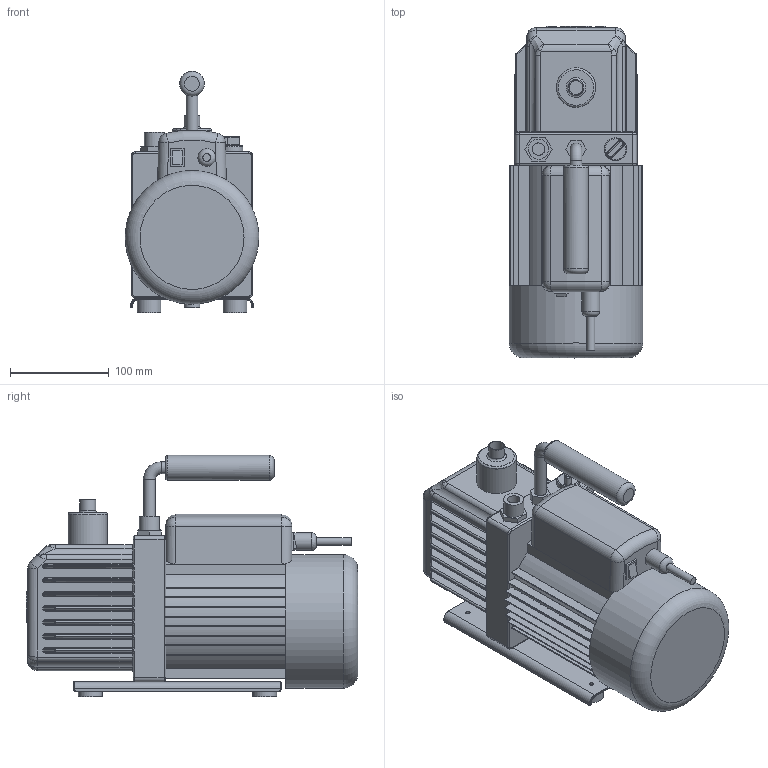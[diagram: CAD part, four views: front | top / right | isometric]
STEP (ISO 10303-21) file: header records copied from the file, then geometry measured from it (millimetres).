
FILE_DESCRIPTION(('THIS FILE CONTAINS SOME STEP INSTANCES'),'1');
FILE_NAME('Klimaline KL-80 2P.253 v00.stp','2018-01-14T13:44:47',('UNDEFINED'),('UNDEFINED'),'T-FLEX CAD STEP converter','T-FLEX CAD','');
FILE_SCHEMA(('CONFIG_CONTROL_DESIGN'));
Length unit declared in the file: metre
Products named in the file (25): 砱鋋_21; 砱鋋_11; 砱鋋_14; 砱鋋_13; 砱鋋_10; 砱鋋_16; 砱鋋_18; 砱鋋_3; 砱鋋_15; 砱鋋_17; 砱鋋_19; 砱鋋_20; 砱鋋_22; 砱鋋_28; 砱鋋_4; 砱鋋_29; 砱鋋_26; 砱鋋_24
Bounding box: 135.49 x 336.5 x 244.5 mm (x, y, z)
Volume: 4937657 mm3; surface area: 436140.6 mm2
Topology: 25 solids, 25 shells, 762 faces, 1725 edges, 976 vertices
Faces by surface type: cylinder 323, plane 230, torus 95, bspline 72, sphere 42
Full cylindrical faces by diameter (mm): 4.3 x4, 6.4 x3, 8 x1, 12 x6, 12.7 x2, 14 x5, 16 x2, 18 x1, 20.6 x1, 23 x1, 24 x4, 25 x1, 26 x2, 31.5 x1, 38 x1, 40 x1, 135.5 x1
Entity records: 35607 total; most frequent: CARTESIAN_POINT 13219, ORIENTED_EDGE 3330, DIRECTION 3213, EDGE_CURVE 1665, AXIS2_PLACEMENT_3D 1202, VERTEX_POINT 977, STYLED_ITEM 812, PRESENTATION_STYLE_ASSIGNMENT 812
